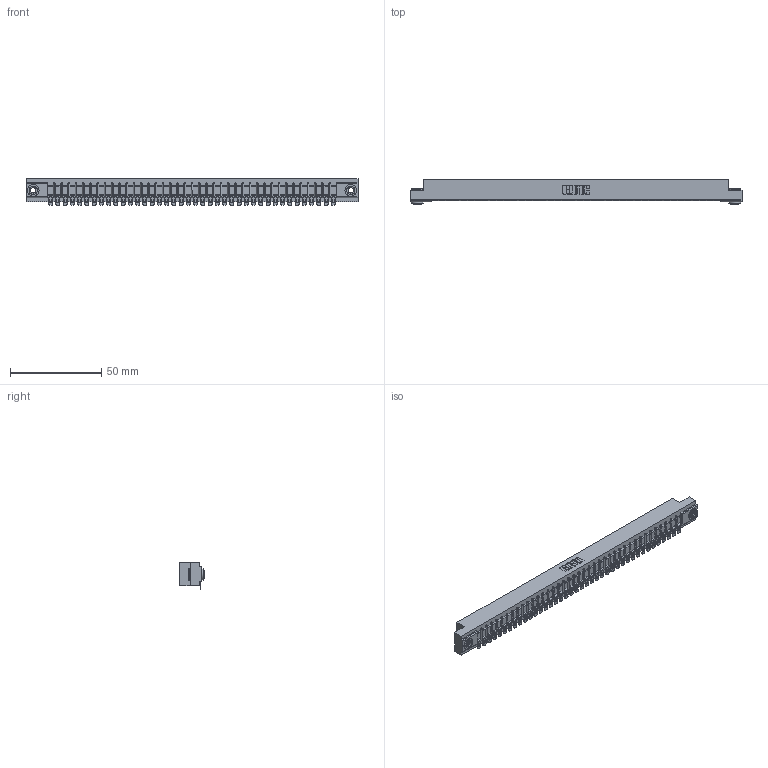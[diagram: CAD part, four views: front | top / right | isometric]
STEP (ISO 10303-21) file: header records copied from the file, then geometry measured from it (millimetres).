
FILE_DESCRIPTION (( 'STEP AP203' ), '1' );
FILE_NAME ('307-040-554-103.STEP', '2018-08-05T14:24:57', ( '' ), ( '' ), 'SwSTEP 2.0', 'SolidWorks 2016', '' );
FILE_SCHEMA (( 'CONFIG_CONTROL_DESIGN' ));
Length unit declared in the file: inch
Products named in the file (4): 345-250-002_345-250-002-102; 307-040-554-103; 307 Part_.156 Dia Mounting Holes; 307-290-002_554
Assembly tree (43 placements, depth 2):
  307-040-554-103
    307 Part_.156 Dia Mounting Holes
    307-290-002_554  x40
    345-250-002_345-250-002-102  x2
Bounding box: 181.51 x 13.36 x 14.52 mm (x, y, z)
Volume: 19424.5 mm3; surface area: 24783 mm2
Topology: 43 solids, 43 shells, 3451 faces, 10555 edges, 6922 vertices
Faces by surface type: plane 1934, cylinder 1427, sphere 82, cone 8
Entity records: 36568 total; most frequent: CARTESIAN_POINT 6147, ORIENTED_EDGE 6128, DIRECTION 5994, EDGE_CURVE 3064, VECTOR 2332, LINE 2332, VERTEX_POINT 1984, AXIS2_PLACEMENT_3D 1831
